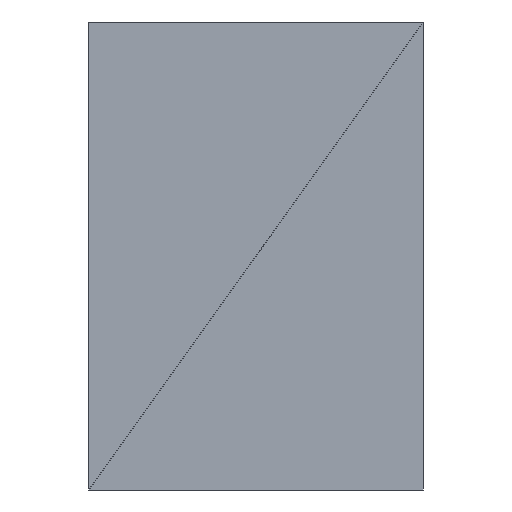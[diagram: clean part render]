
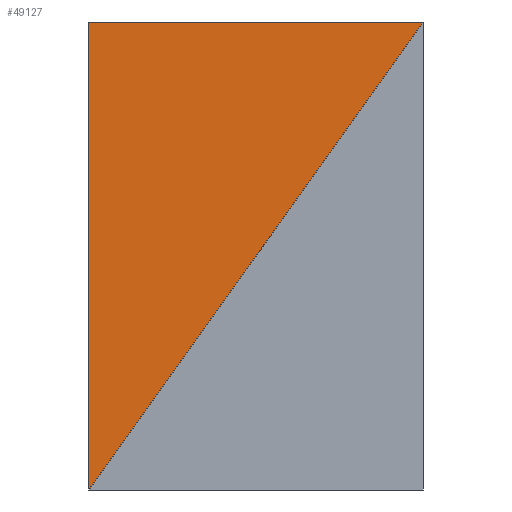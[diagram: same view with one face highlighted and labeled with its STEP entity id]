
A CAD part, front view. The second image highlights one B-rep face of the part: STEP entity #49127.
In plain terms, the highlighted planar face has unit normal (0, -1, 0).
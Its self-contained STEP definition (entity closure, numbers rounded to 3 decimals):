
#38090 = VERTEX_POINT('',#38091);
#38091 = CARTESIAN_POINT('',(24.05,23.225,
    2.525));
#44024 = PLANE('',#44025);
#44025 = AXIS2_PLACEMENT_3D('',#44026,#44027,#44028);
#44026 = CARTESIAN_POINT('',(24.05,23.225,
    91.425));
#44027 = DIRECTION('',(1.,0.,0.));
#44028 = DIRECTION('',(0.,0.,1.));
#44041 = VERTEX_POINT('',#44042);
#44042 = CARTESIAN_POINT('',(24.05,23.225,
    91.425));
#44068 = EDGE_CURVE('',#38090,#44041,#44069,.T.);
#44069 = SURFACE_CURVE('',#44070,(#44074,#44081),.PCURVE_S1.);
#44070 = LINE('',#44071,#44072);
#44071 = CARTESIAN_POINT('',(24.05,23.225,
    2.525));
#44072 = VECTOR('',#44073,1.);
#44073 = DIRECTION('',(0.,0.,1.));
#44074 = PCURVE('',#44024,#44075);
#44075 = DEFINITIONAL_REPRESENTATION('',(#44076),#44080);
#44076 = LINE('',#44077,#44078);
#44077 = CARTESIAN_POINT('',(-88.9,0.));
#44078 = VECTOR('',#44079,1.);
#44079 = DIRECTION('',(1.,0.));
#44080 = ( GEOMETRIC_REPRESENTATION_CONTEXT(2) 
PARAMETRIC_REPRESENTATION_CONTEXT() REPRESENTATION_CONTEXT('2D SPACE',''
  ) );
#44081 = PCURVE('',#44082,#44087);
#44082 = PLANE('',#44083);
#44083 = AXIS2_PLACEMENT_3D('',#44084,#44085,#44086);
#44084 = CARTESIAN_POINT('',(24.05,23.225,
    2.525));
#44085 = DIRECTION('',(0.,1.,0.));
#44086 = DIRECTION('',(0.,0.,1.));
#44087 = DEFINITIONAL_REPRESENTATION('',(#44088),#44091);
#44088 = B_SPLINE_CURVE_WITH_KNOTS('',1,(#44089,#44090),.UNSPECIFIED.,
  .F.,.F.,(2,2),(0.,88.9),.PIECEWISE_BEZIER_KNOTS.);
#44089 = CARTESIAN_POINT('',(0.,0.));
#44090 = CARTESIAN_POINT('',(88.9,0.));
#44091 = ( GEOMETRIC_REPRESENTATION_CONTEXT(2) 
PARAMETRIC_REPRESENTATION_CONTEXT() REPRESENTATION_CONTEXT('2D SPACE',''
  ) );
#44113 = PLANE('',#44114);
#44114 = AXIS2_PLACEMENT_3D('',#44115,#44116,#44117);
#44115 = CARTESIAN_POINT('',(87.55,23.225,
    91.425));
#44116 = DIRECTION('',(0.,0.,-1.));
#44117 = DIRECTION('',(-1.,0.,0.));
#44452 = VERTEX_POINT('',#44453);
#44453 = CARTESIAN_POINT('',(87.55,23.225,
    91.425));
#44492 = PLANE('',#44493);
#44493 = AXIS2_PLACEMENT_3D('',#44494,#44495,#44496);
#44494 = CARTESIAN_POINT('',(87.55,23.225,
    91.425));
#44495 = DIRECTION('',(0.,1.,0.));
#44496 = DIRECTION('',(0.,0.,1.));
#49127 = ADVANCED_FACE('',(#49128),#44082,.F.);
#49128 = FACE_BOUND('',#49129,.T.);
#49129 = EDGE_LOOP('',(#49130,#49150,#49170));
#49130 = ORIENTED_EDGE('',*,*,#49131,.T.);
#49131 = EDGE_CURVE('',#38090,#44452,#49132,.T.);
#49132 = SURFACE_CURVE('',#49133,(#49137,#49144),.PCURVE_S1.);
#49133 = LINE('',#49134,#49135);
#49134 = CARTESIAN_POINT('',(24.05,23.225,
    2.525));
#49135 = VECTOR('',#49136,1.);
#49136 = DIRECTION('',(0.581,0.,0.814));
#49137 = PCURVE('',#44082,#49138);
#49138 = DEFINITIONAL_REPRESENTATION('',(#49139),#49143);
#49139 = LINE('',#49140,#49141);
#49140 = CARTESIAN_POINT('',(0.,0.));
#49141 = VECTOR('',#49142,1.);
#49142 = DIRECTION('',(0.814,0.581));
#49143 = ( GEOMETRIC_REPRESENTATION_CONTEXT(2) 
PARAMETRIC_REPRESENTATION_CONTEXT() REPRESENTATION_CONTEXT('2D SPACE',''
  ) );
#49144 = PCURVE('',#44492,#49145);
#49145 = DEFINITIONAL_REPRESENTATION('',(#49146),#49149);
#49146 = B_SPLINE_CURVE_WITH_KNOTS('',1,(#49147,#49148),.UNSPECIFIED.,
  .F.,.F.,(2,2),(0.,109.25),.PIECEWISE_BEZIER_KNOTS.);
#49147 = CARTESIAN_POINT('',(-88.9,-63.5));
#49148 = CARTESIAN_POINT('',(0.,0.));
#49149 = ( GEOMETRIC_REPRESENTATION_CONTEXT(2) 
PARAMETRIC_REPRESENTATION_CONTEXT() REPRESENTATION_CONTEXT('2D SPACE',''
  ) );
#49150 = ORIENTED_EDGE('',*,*,#49151,.T.);
#49151 = EDGE_CURVE('',#44452,#44041,#49152,.T.);
#49152 = SURFACE_CURVE('',#49153,(#49157,#49164),.PCURVE_S1.);
#49153 = LINE('',#49154,#49155);
#49154 = CARTESIAN_POINT('',(87.55,23.225,
    91.425));
#49155 = VECTOR('',#49156,1.);
#49156 = DIRECTION('',(-1.,0.,0.));
#49157 = PCURVE('',#44082,#49158);
#49158 = DEFINITIONAL_REPRESENTATION('',(#49159),#49163);
#49159 = LINE('',#49160,#49161);
#49160 = CARTESIAN_POINT('',(88.9,63.5));
#49161 = VECTOR('',#49162,1.);
#49162 = DIRECTION('',(0.,-1.));
#49163 = ( GEOMETRIC_REPRESENTATION_CONTEXT(2) 
PARAMETRIC_REPRESENTATION_CONTEXT() REPRESENTATION_CONTEXT('2D SPACE',''
  ) );
#49164 = PCURVE('',#44113,#49165);
#49165 = DEFINITIONAL_REPRESENTATION('',(#49166),#49169);
#49166 = B_SPLINE_CURVE_WITH_KNOTS('',1,(#49167,#49168),.UNSPECIFIED.,
  .F.,.F.,(2,2),(0.,63.5),.PIECEWISE_BEZIER_KNOTS.);
#49167 = CARTESIAN_POINT('',(0.,0.));
#49168 = CARTESIAN_POINT('',(63.5,0.));
#49169 = ( GEOMETRIC_REPRESENTATION_CONTEXT(2) 
PARAMETRIC_REPRESENTATION_CONTEXT() REPRESENTATION_CONTEXT('2D SPACE',''
  ) );
#49170 = ORIENTED_EDGE('',*,*,#44068,.F.);
